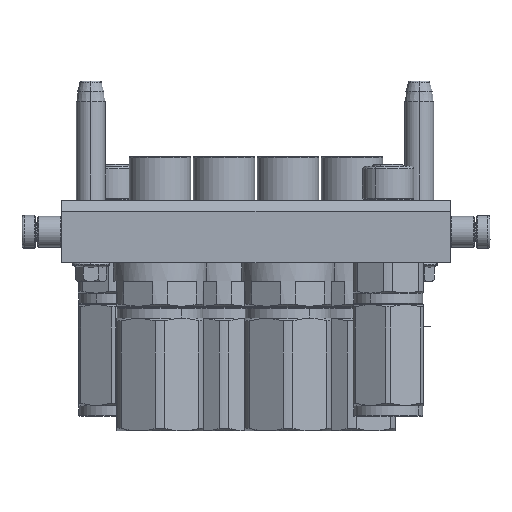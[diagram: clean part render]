
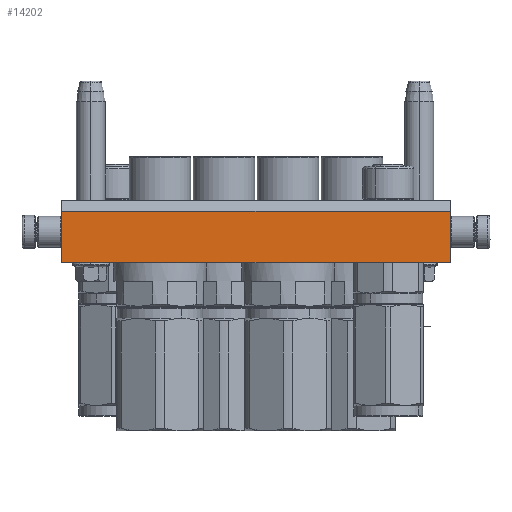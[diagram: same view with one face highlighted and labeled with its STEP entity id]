
A CAD part, left-side view. The second image highlights one B-rep face of the part: STEP entity #14202.
In plain terms, the highlighted face is planar.
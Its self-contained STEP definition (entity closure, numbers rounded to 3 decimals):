
#1839 = ORIENTED_EDGE ( 'NONE', *, *, #5827, .F. ) ;
#2404 = CARTESIAN_POINT ( 'NONE',  ( 94., -10., -45. ) ) ;
#2659 = DIRECTION ( 'NONE',  ( -1., 0., 0. ) ) ;
#2885 = FACE_OUTER_BOUND ( 'NONE', #3600, .T. ) ;
#3550 = CARTESIAN_POINT ( 'NONE',  ( 94., -15., -45. ) ) ;
#3600 = EDGE_LOOP ( 'NONE', ( #38013, #1839, #22881, #34414 ) ) ;
#5146 = DIRECTION ( 'NONE',  ( 0., 1., 0. ) ) ;
#5827 = EDGE_CURVE ( 'NONE', #16544, #29914, #34860, .T. ) ;
#7637 = LINE ( 'NONE', #10954, #16837 ) ;
#7930 = DIRECTION ( 'NONE',  ( -1., 0., 0. ) ) ;
#10954 = CARTESIAN_POINT ( 'NONE',  ( -94., -10., -45. ) ) ;
#14202 = ADVANCED_FACE ( 'NONE', ( #2885 ), #28178, .T. ) ;
#16544 = VERTEX_POINT ( 'NONE', #38733 ) ;
#16837 = VECTOR ( 'NONE', #31425, 1000. ) ;
#21597 = EDGE_CURVE ( 'NONE', #52570, #16544, #35131, .T. ) ;
#21949 = CARTESIAN_POINT ( 'NONE',  ( -94., -10., -45. ) ) ;
#22881 = ORIENTED_EDGE ( 'NONE', *, *, #21597, .F. ) ;
#26623 = VECTOR ( 'NONE', #29488, 1000. ) ;
#26791 = AXIS2_PLACEMENT_3D ( 'NONE', #3550, #45736, #7930 ) ;
#28178 = PLANE ( 'NONE',  #26791 ) ;
#29352 = EDGE_CURVE ( 'NONE', #36921, #52570, #7637, .T. ) ;
#29488 = DIRECTION ( 'NONE',  ( 0., 1., 0. ) ) ;
#29914 = VERTEX_POINT ( 'NONE', #40921 ) ;
#31072 = EDGE_CURVE ( 'NONE', #36921, #29914, #48595, .T. ) ;
#31425 = DIRECTION ( 'NONE',  ( 1., 0., 0. ) ) ;
#34414 = ORIENTED_EDGE ( 'NONE', *, *, #29352, .F. ) ;
#34860 = LINE ( 'NONE', #43788, #36181 ) ;
#35131 = LINE ( 'NONE', #45958, #26623 ) ;
#36181 = VECTOR ( 'NONE', #2659, 1000. ) ;
#36190 = VECTOR ( 'NONE', #5146, 1000. ) ;
#36921 = VERTEX_POINT ( 'NONE', #45651 ) ;
#38013 = ORIENTED_EDGE ( 'NONE', *, *, #31072, .T. ) ;
#38733 = CARTESIAN_POINT ( 'NONE',  ( 94., 15., -45. ) ) ;
#40921 = CARTESIAN_POINT ( 'NONE',  ( -94., 15., -45. ) ) ;
#43788 = CARTESIAN_POINT ( 'NONE',  ( 94., 15., -45. ) ) ;
#45651 = CARTESIAN_POINT ( 'NONE',  ( -94., -10., -45. ) ) ;
#45736 = DIRECTION ( 'NONE',  ( 0., 0., -1. ) ) ;
#45958 = CARTESIAN_POINT ( 'NONE',  ( 94., -10., -45. ) ) ;
#48595 = LINE ( 'NONE', #21949, #36190 ) ;
#52570 = VERTEX_POINT ( 'NONE', #2404 ) ;
